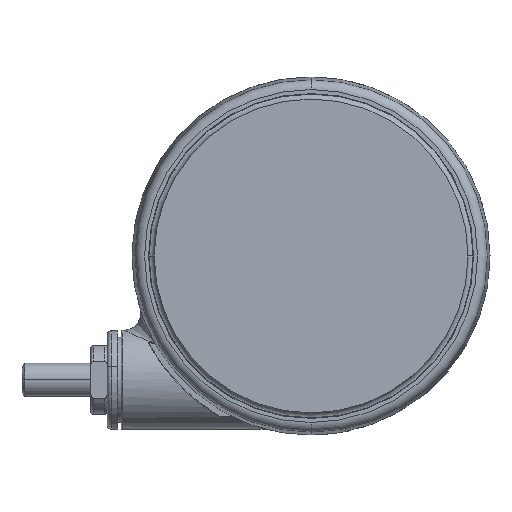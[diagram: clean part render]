
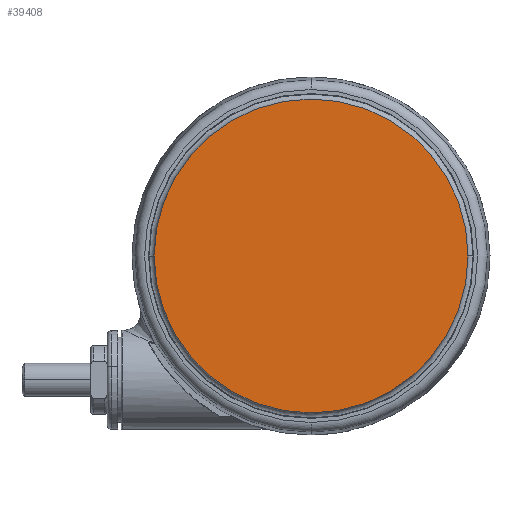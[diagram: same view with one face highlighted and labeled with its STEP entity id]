
A CAD part, left-side view. The second image highlights one B-rep face of the part: STEP entity #39408.
In plain terms, the highlighted face is planar.
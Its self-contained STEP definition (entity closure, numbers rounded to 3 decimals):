
#2369 = CARTESIAN_POINT ( 'NONE',  ( 2.882, 56.927, -68.2 ) ) ;
#3143 = PLANE ( 'NONE',  #37840 ) ;
#5410 = CARTESIAN_POINT ( 'NONE',  ( 0., 0., -68.2 ) ) ;
#11101 = DIRECTION ( 'NONE',  ( -0.051, -0.999, 0. ) ) ;
#13602 = AXIS2_PLACEMENT_3D ( 'NONE', #5410, #45039, #11101 ) ;
#14490 = VERTEX_POINT ( 'NONE', #57771 ) ;
#14499 = DIRECTION ( 'NONE',  ( -0.051, -0.999, 0. ) ) ;
#15629 = VERTEX_POINT ( 'NONE', #2369 ) ;
#15746 = CARTESIAN_POINT ( 'NONE',  ( 0., 0., -68.2 ) ) ;
#16211 = FACE_OUTER_BOUND ( 'NONE', #35807, .T. ) ;
#20330 = EDGE_CURVE ( 'NONE', #15629, #14490, #67895, .T. ) ;
#21444 = DIRECTION ( 'NONE',  ( -0.051, -0.999, 0. ) ) ;
#28246 = EDGE_CURVE ( 'NONE', #14490, #15629, #50523, .T. ) ;
#31316 = CARTESIAN_POINT ( 'NONE',  ( 0., 0., -68.2 ) ) ;
#35807 = EDGE_LOOP ( 'NONE', ( #70188, #69798 ) ) ;
#37840 = AXIS2_PLACEMENT_3D ( 'NONE', #31316, #48493, #14499 ) ;
#39408 = ADVANCED_FACE ( 'NONE', ( #16211 ), #3143, .T. ) ;
#45039 = DIRECTION ( 'NONE',  ( 0., 0., -1. ) ) ;
#48493 = DIRECTION ( 'NONE',  ( 0., 0., -1. ) ) ;
#50216 = AXIS2_PLACEMENT_3D ( 'NONE', #15746, #55419, #21444 ) ;
#50523 = CIRCLE ( 'NONE', #50216, 57. ) ;
#55419 = DIRECTION ( 'NONE',  ( 0., 0., -1. ) ) ;
#57771 = CARTESIAN_POINT ( 'NONE',  ( -2.882, -56.927, -68.2 ) ) ;
#67895 = CIRCLE ( 'NONE', #13602, 57. ) ;
#69798 = ORIENTED_EDGE ( 'NONE', *, *, #28246, .T. ) ;
#70188 = ORIENTED_EDGE ( 'NONE', *, *, #20330, .T. ) ;
